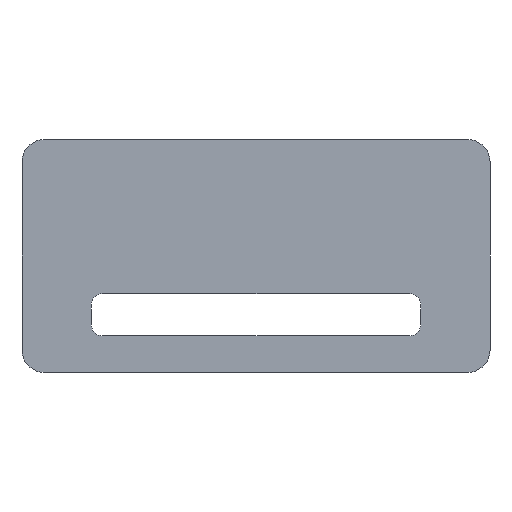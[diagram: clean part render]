
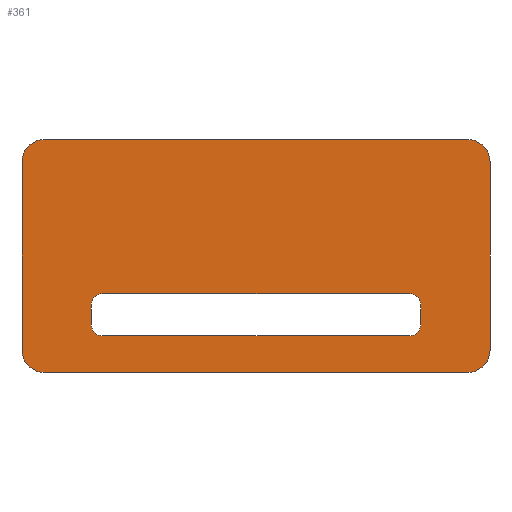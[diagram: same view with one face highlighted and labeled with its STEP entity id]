
A CAD part, front view. The second image highlights one B-rep face of the part: STEP entity #361.
In plain terms, the highlighted planar face has unit normal (0, -1, 0).
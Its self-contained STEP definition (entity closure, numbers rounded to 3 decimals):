
#4 = ORIENTED_EDGE ( 'NONE', *, *, #541, .T. ) ;
#17 = CARTESIAN_POINT ( 'NONE',  ( -99.5, -9., 40. ) ) ;
#20 = PLANE ( 'NONE',  #460 ) ;
#25 = ORIENTED_EDGE ( 'NONE', *, *, #490, .T. ) ;
#28 = DIRECTION ( 'NONE',  ( 0., 1., 0. ) ) ;
#31 = EDGE_CURVE ( 'NONE', #494, #462, #69, .T. ) ;
#35 = AXIS2_PLACEMENT_3D ( 'NONE', #144, #147, #725 ) ;
#37 = VERTEX_POINT ( 'NONE', #528 ) ;
#54 = CARTESIAN_POINT ( 'NONE',  ( -90., -9., 49.5 ) ) ;
#55 = EDGE_CURVE ( 'NONE', #37, #590, #735, .T. ) ;
#64 = DIRECTION ( 'NONE',  ( 0., 0., 1. ) ) ;
#65 = VERTEX_POINT ( 'NONE', #203 ) ;
#67 = LINE ( 'NONE', #582, #602 ) ;
#69 = CIRCLE ( 'NONE', #555, 9.5 ) ;
#71 = ORIENTED_EDGE ( 'NONE', *, *, #550, .F. ) ;
#73 = EDGE_CURVE ( 'NONE', #93, #205, #617, .T. ) ;
#76 = DIRECTION ( 'NONE',  ( 0., 1., 0. ) ) ;
#80 = CARTESIAN_POINT ( 'NONE',  ( -90., -9., 40. ) ) ;
#89 = CARTESIAN_POINT ( 'NONE',  ( -70., -9., -16. ) ) ;
#90 = LINE ( 'NONE', #644, #652 ) ;
#93 = VERTEX_POINT ( 'NONE', #272 ) ;
#104 = DIRECTION ( 'NONE',  ( 0., 1., 0. ) ) ;
#110 = DIRECTION ( 'NONE',  ( 1., 0., 0. ) ) ;
#114 = CARTESIAN_POINT ( 'NONE',  ( 70., -9., -16. ) ) ;
#119 = CARTESIAN_POINT ( 'NONE',  ( -65.237, -9., -20.763 ) ) ;
#127 = VECTOR ( 'NONE', #161, 1000. ) ;
#129 = AXIS2_PLACEMENT_3D ( 'NONE', #565, #104, #471 ) ;
#136 = VERTEX_POINT ( 'NONE', #142 ) ;
#141 = EDGE_LOOP ( 'NONE', ( #643, #234, #314, #71, #235, #191, #411, #543 ) ) ;
#142 = CARTESIAN_POINT ( 'NONE',  ( -90., -9., -49.5 ) ) ;
#144 = CARTESIAN_POINT ( 'NONE',  ( 65.237, -9., -20.763 ) ) ;
#146 = EDGE_CURVE ( 'NONE', #136, #401, #328, .T. ) ;
#147 = DIRECTION ( 'NONE',  ( 0., 1., 0. ) ) ;
#161 = DIRECTION ( 'NONE',  ( 0., 0., -1. ) ) ;
#164 = CARTESIAN_POINT ( 'NONE',  ( -99.5, -9., -40. ) ) ;
#173 = LINE ( 'NONE', #164, #625 ) ;
#191 = ORIENTED_EDGE ( 'NONE', *, *, #741, .F. ) ;
#203 = CARTESIAN_POINT ( 'NONE',  ( 70., -9., -29.238 ) ) ;
#205 = VERTEX_POINT ( 'NONE', #465 ) ;
#206 = CARTESIAN_POINT ( 'NONE',  ( 90., -9., 40. ) ) ;
#209 = VECTOR ( 'NONE', #110, 1000. ) ;
#210 = VECTOR ( 'NONE', #667, 1000. ) ;
#219 = EDGE_CURVE ( 'NONE', #401, #347, #173, .T. ) ;
#222 = DIRECTION ( 'NONE',  ( -1., 0., 0. ) ) ;
#233 = AXIS2_PLACEMENT_3D ( 'NONE', #119, #587, #714 ) ;
#234 = ORIENTED_EDGE ( 'NONE', *, *, #219, .F. ) ;
#235 = ORIENTED_EDGE ( 'NONE', *, *, #31, .F. ) ;
#242 = CARTESIAN_POINT ( 'NONE',  ( -70., -9., -16. ) ) ;
#243 = VERTEX_POINT ( 'NONE', #689 ) ;
#257 = CARTESIAN_POINT ( 'NONE',  ( 99.5, -9., -40. ) ) ;
#258 = AXIS2_PLACEMENT_3D ( 'NONE', #443, #493, #547 ) ;
#261 = AXIS2_PLACEMENT_3D ( 'NONE', #80, #425, #645 ) ;
#272 = CARTESIAN_POINT ( 'NONE',  ( -65.237, -9., -16. ) ) ;
#288 = LINE ( 'NONE', #114, #127 ) ;
#290 = DIRECTION ( 'NONE',  ( 0., 1., 0. ) ) ;
#294 = CARTESIAN_POINT ( 'NONE',  ( -70., -9., -20.763 ) ) ;
#297 = CARTESIAN_POINT ( 'NONE',  ( 90., -9., -40. ) ) ;
#299 = DIRECTION ( 'NONE',  ( 0., 0., -1. ) ) ;
#314 = ORIENTED_EDGE ( 'NONE', *, *, #146, .F. ) ;
#315 = CARTESIAN_POINT ( 'NONE',  ( 90., -9., -49.5 ) ) ;
#326 = VERTEX_POINT ( 'NONE', #348 ) ;
#328 = CIRCLE ( 'NONE', #129, 9.5 ) ;
#332 = CARTESIAN_POINT ( 'NONE',  ( 70., -9., -20.763 ) ) ;
#339 = DIRECTION ( 'NONE',  ( 0., 0., 1. ) ) ;
#345 = LINE ( 'NONE', #571, #209 ) ;
#347 = VERTEX_POINT ( 'NONE', #17 ) ;
#348 = CARTESIAN_POINT ( 'NONE',  ( -65.237, -9., -34. ) ) ;
#361 = ADVANCED_FACE ( 'NONE', ( #600, #418 ), #20, .F. ) ;
#368 = VECTOR ( 'NONE', #64, 1000. ) ;
#376 = EDGE_CURVE ( 'NONE', #426, #93, #676, .T. ) ;
#378 = EDGE_CURVE ( 'NONE', #347, #607, #498, .T. ) ;
#397 = AXIS2_PLACEMENT_3D ( 'NONE', #560, #28, #661 ) ;
#401 = VERTEX_POINT ( 'NONE', #491 ) ;
#409 = DIRECTION ( 'NONE',  ( 0., 0., 1. ) ) ;
#411 = ORIENTED_EDGE ( 'NONE', *, *, #55, .F. ) ;
#418 = FACE_OUTER_BOUND ( 'NONE', #141, .T. ) ;
#420 = EDGE_CURVE ( 'NONE', #616, #426, #641, .T. ) ;
#425 = DIRECTION ( 'NONE',  ( 0., 1., 0. ) ) ;
#426 = VERTEX_POINT ( 'NONE', #294 ) ;
#439 = ORIENTED_EDGE ( 'NONE', *, *, #577, .T. ) ;
#443 = CARTESIAN_POINT ( 'NONE',  ( -65.237, -9., -29.238 ) ) ;
#458 = VECTOR ( 'NONE', #222, 1000. ) ;
#460 = AXIS2_PLACEMENT_3D ( 'NONE', #658, #76, #717 ) ;
#461 = CIRCLE ( 'NONE', #35, 4.762 ) ;
#462 = VERTEX_POINT ( 'NONE', #552 ) ;
#465 = CARTESIAN_POINT ( 'NONE',  ( 65.237, -9., -16. ) ) ;
#467 = EDGE_CURVE ( 'NONE', #205, #524, #461, .T. ) ;
#471 = DIRECTION ( 'NONE',  ( 0., 0., 1. ) ) ;
#475 = ORIENTED_EDGE ( 'NONE', *, *, #420, .T. ) ;
#490 = EDGE_CURVE ( 'NONE', #65, #243, #499, .T. ) ;
#491 = CARTESIAN_POINT ( 'NONE',  ( -99.5, -9., -40. ) ) ;
#493 = DIRECTION ( 'NONE',  ( 0., 1., 0. ) ) ;
#494 = VERTEX_POINT ( 'NONE', #257 ) ;
#498 = CIRCLE ( 'NONE', #261, 9.5 ) ;
#499 = CIRCLE ( 'NONE', #397, 4.762 ) ;
#506 = ORIENTED_EDGE ( 'NONE', *, *, #467, .T. ) ;
#507 = DIRECTION ( 'NONE',  ( 0., 1., 0. ) ) ;
#516 = CARTESIAN_POINT ( 'NONE',  ( 99.5, -9., 40. ) ) ;
#524 = VERTEX_POINT ( 'NONE', #332 ) ;
#526 = CARTESIAN_POINT ( 'NONE',  ( -70., -9., -29.238 ) ) ;
#528 = CARTESIAN_POINT ( 'NONE',  ( 90., -9., 49.5 ) ) ;
#531 = CIRCLE ( 'NONE', #258, 4.762 ) ;
#541 = EDGE_CURVE ( 'NONE', #326, #616, #531, .T. ) ;
#543 = ORIENTED_EDGE ( 'NONE', *, *, #595, .F. ) ;
#547 = DIRECTION ( 'NONE',  ( 0., 0., 1. ) ) ;
#550 = EDGE_CURVE ( 'NONE', #462, #136, #672, .T. ) ;
#552 = CARTESIAN_POINT ( 'NONE',  ( 90., -9., -49.5 ) ) ;
#553 = ORIENTED_EDGE ( 'NONE', *, *, #376, .T. ) ;
#555 = AXIS2_PLACEMENT_3D ( 'NONE', #297, #290, #409 ) ;
#560 = CARTESIAN_POINT ( 'NONE',  ( 65.237, -9., -29.238 ) ) ;
#565 = CARTESIAN_POINT ( 'NONE',  ( -90., -9., -40. ) ) ;
#571 = CARTESIAN_POINT ( 'NONE',  ( -90., -9., 49.5 ) ) ;
#577 = EDGE_CURVE ( 'NONE', #524, #65, #288, .T. ) ;
#582 = CARTESIAN_POINT ( 'NONE',  ( 99.5, -9., 40. ) ) ;
#586 = DIRECTION ( 'NONE',  ( -1., 0., 0. ) ) ;
#587 = DIRECTION ( 'NONE',  ( 0., 1., 0. ) ) ;
#588 = EDGE_LOOP ( 'NONE', ( #475, #553, #695, #506, #439, #25, #690, #4 ) ) ;
#589 = AXIS2_PLACEMENT_3D ( 'NONE', #206, #507, #727 ) ;
#590 = VERTEX_POINT ( 'NONE', #516 ) ;
#595 = EDGE_CURVE ( 'NONE', #607, #37, #345, .T. ) ;
#600 = FACE_BOUND ( 'NONE', #588, .T. ) ;
#602 = VECTOR ( 'NONE', #299, 1000. ) ;
#607 = VERTEX_POINT ( 'NONE', #54 ) ;
#616 = VERTEX_POINT ( 'NONE', #526 ) ;
#617 = LINE ( 'NONE', #89, #210 ) ;
#625 = VECTOR ( 'NONE', #339, 1000. ) ;
#641 = LINE ( 'NONE', #242, #368 ) ;
#643 = ORIENTED_EDGE ( 'NONE', *, *, #378, .F. ) ;
#644 = CARTESIAN_POINT ( 'NONE',  ( -70., -9., -34. ) ) ;
#645 = DIRECTION ( 'NONE',  ( 0., 0., 1. ) ) ;
#652 = VECTOR ( 'NONE', #586, 1000. ) ;
#658 = CARTESIAN_POINT ( 'NONE',  ( 0., -9., 0. ) ) ;
#661 = DIRECTION ( 'NONE',  ( 0., 0., 1. ) ) ;
#667 = DIRECTION ( 'NONE',  ( 1., 0., 0. ) ) ;
#672 = LINE ( 'NONE', #315, #458 ) ;
#676 = CIRCLE ( 'NONE', #233, 4.762 ) ;
#689 = CARTESIAN_POINT ( 'NONE',  ( 65.237, -9., -34. ) ) ;
#690 = ORIENTED_EDGE ( 'NONE', *, *, #729, .T. ) ;
#695 = ORIENTED_EDGE ( 'NONE', *, *, #73, .T. ) ;
#714 = DIRECTION ( 'NONE',  ( 0., 0., 1. ) ) ;
#717 = DIRECTION ( 'NONE',  ( 0., 0., 1. ) ) ;
#725 = DIRECTION ( 'NONE',  ( 0., 0., 1. ) ) ;
#727 = DIRECTION ( 'NONE',  ( 0., 0., 1. ) ) ;
#729 = EDGE_CURVE ( 'NONE', #243, #326, #90, .T. ) ;
#735 = CIRCLE ( 'NONE', #589, 9.5 ) ;
#741 = EDGE_CURVE ( 'NONE', #590, #494, #67, .T. ) ;
